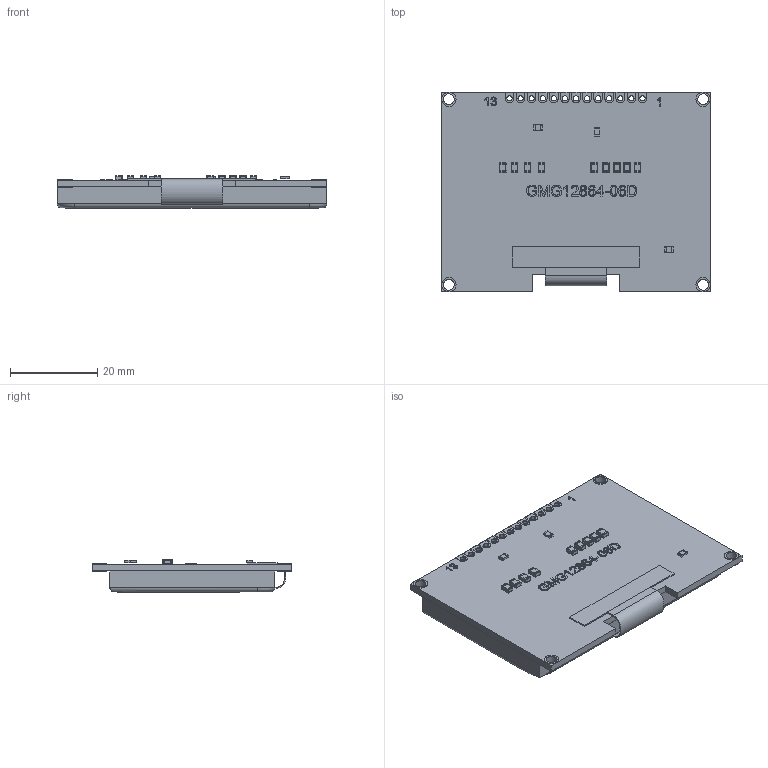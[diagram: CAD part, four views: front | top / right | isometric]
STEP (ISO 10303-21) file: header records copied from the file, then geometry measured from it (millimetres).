
FILE_DESCRIPTION(/* description */ (''),/* implementation_level */ '2;1');
FILE_NAME(/* name */ 'gmg12864-06d v7.step',/* time_stamp */ '2023-04-18T23:16:37+01:00',/* author */ (''),/* organization */ (''),/* preprocessor_version */ 'ST-DEVELOPER v19.2',/* originating_system */ 'Autodesk Translation Framework v12.4.0.73',/* authorisation */ '');
FILE_SCHEMA (('AUTOMOTIVE_DESIGN { 1 0 10303 214 3 1 1 }'));
Length unit declared in the file: millimetre
Products named in the file (7): gmg12864-06d; c0805; Resistor_0805; Pin1Body; Pin2Body; CeramicBody; CoatingBody
Assembly tree (16 placements, depth 3):
  gmg12864-06d
    c0805  x9
    Resistor_0805  x3
      Pin1Body
      Pin2Body
      CeramicBody
      CoatingBody
Bounding box: 61.8 x 45.8 x 7.51 mm (x, y, z)
Volume: 15803.8 mm3; surface area: 20978.8 mm2
Topology: 96 solids, 96 shells, 1832 faces, 4344 edges, 2488 vertices
Faces by surface type: plane 731, cylinder 581, bspline 230, sphere 216, torus 74
Full cylindrical faces by diameter (mm): 1.2 x39, 2.5 x12, 3.3 x8
Entity records: 26034 total; most frequent: CARTESIAN_POINT 8125, ORIENTED_EDGE 3856, DIRECTION 2978, EDGE_CURVE 1928, VERTEX_POINT 1256, LINE 1112, VECTOR 1112, AXIS2_PLACEMENT_3D 933
